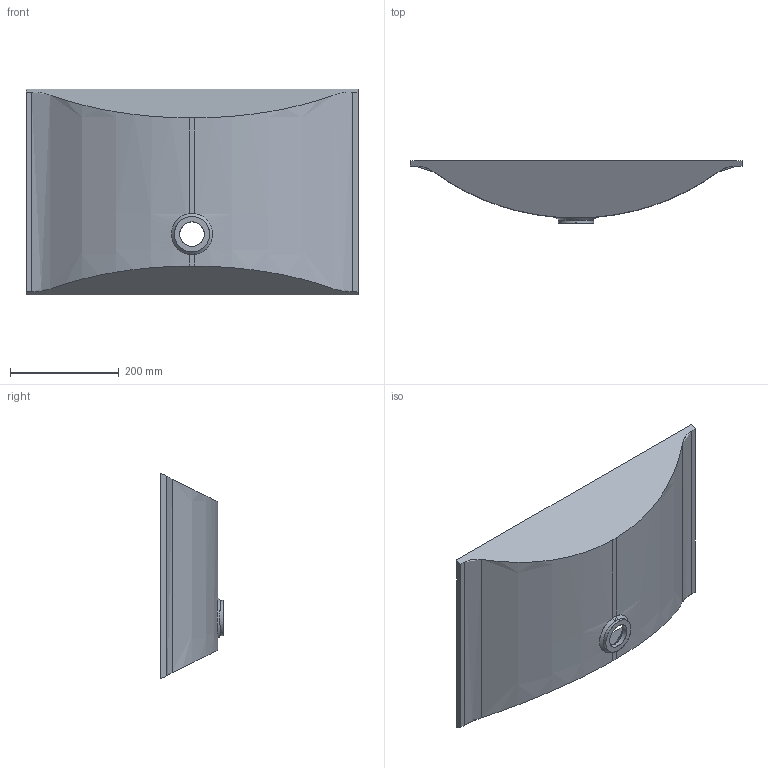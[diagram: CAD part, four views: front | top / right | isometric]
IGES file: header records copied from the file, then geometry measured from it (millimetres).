
Start section: SolidWorks IGES file using analytic representation for surfaces
Global section: file name: THA-1_[Thalia590x355].IGS; native system: SolidWorks 2017; preprocessor: SolidWorks 2017; author: S.Gottwald; date: 180418.145118; units: millimetre
Bounding box: 610 x 115 x 377.36 mm (x, y, z)
Surface area: 590186 mm2 (no closed solid volume)
Topology: 0 solids, 0 shells, 40 faces, 743 edges, 743 vertices
Faces by surface type: revolution 22, bspline 18
